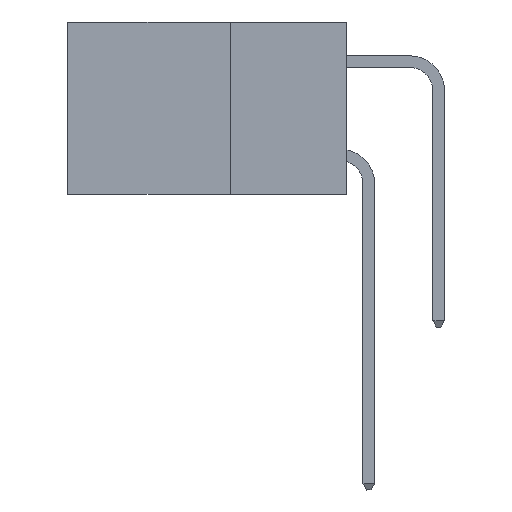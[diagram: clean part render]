
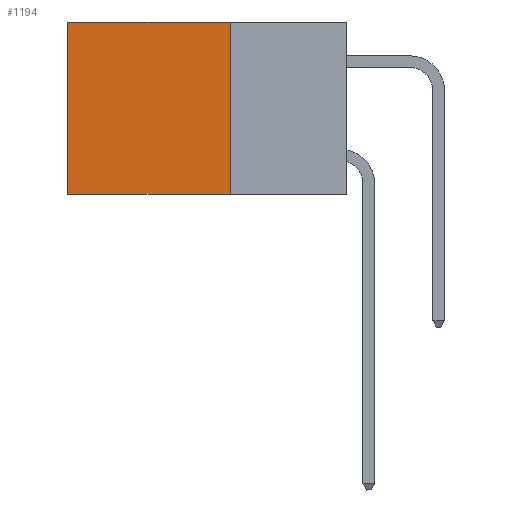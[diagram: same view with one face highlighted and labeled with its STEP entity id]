
A CAD part, left-side view. The second image highlights one B-rep face of the part: STEP entity #1194.
In plain terms, the highlighted planar face has unit normal (-1, 0, 0).
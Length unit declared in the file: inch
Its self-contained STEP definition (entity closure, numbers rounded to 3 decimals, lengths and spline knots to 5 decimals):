
#6 = CARTESIAN_POINT ( 'NONE',  ( 0.2875, 0.6, 0. ) ) ;
#1129 = VERTEX_POINT ( 'NONE', #15247 ) ;
#1194 = ADVANCED_FACE ( 'NONE', ( #13354 ), #7845, .F. ) ;
#2597 = ORIENTED_EDGE ( 'NONE', *, *, #11353, .F. ) ;
#2638 = DIRECTION ( 'NONE',  ( 0., 0., -1. ) ) ;
#3113 = CARTESIAN_POINT ( 'NONE',  ( 0.2875, 0.6, -0.37 ) ) ;
#5138 = VERTEX_POINT ( 'NONE', #3113 ) ;
#5987 = CARTESIAN_POINT ( 'NONE',  ( 0.2875, 0.25, 0. ) ) ;
#7845 = PLANE ( 'NONE',  #15176 ) ;
#9601 = CARTESIAN_POINT ( 'NONE',  ( 0.2875, 0.25, 0. ) ) ;
#10297 = LINE ( 'NONE', #15636, #16978 ) ;
#11196 = ORIENTED_EDGE ( 'NONE', *, *, #14419, .F. ) ;
#11223 = LINE ( 'NONE', #17119, #16564 ) ;
#11353 = EDGE_CURVE ( 'NONE', #11599, #1129, #16672, .T. ) ;
#11599 = VERTEX_POINT ( 'NONE', #22264 ) ;
#11748 = VECTOR ( 'NONE', #21605, 39.37008 ) ;
#12734 = DIRECTION ( 'NONE',  ( 0., 1., 0. ) ) ;
#12901 = ORIENTED_EDGE ( 'NONE', *, *, #18273, .T. ) ;
#13003 = DIRECTION ( 'NONE',  ( 1., 0., 0. ) ) ;
#13354 = FACE_OUTER_BOUND ( 'NONE', #16878, .T. ) ;
#14132 = LINE ( 'NONE', #5987, #11748 ) ;
#14419 = EDGE_CURVE ( 'NONE', #1129, #5138, #10297, .T. ) ;
#14579 = ORIENTED_EDGE ( 'NONE', *, *, #21803, .T. ) ;
#15176 = AXIS2_PLACEMENT_3D ( 'NONE', #9601, #13003, #2638 ) ;
#15247 = CARTESIAN_POINT ( 'NONE',  ( 0.2875, 0.25, -0.37 ) ) ;
#15360 = VECTOR ( 'NONE', #19883, 39.37008 ) ;
#15500 = DIRECTION ( 'NONE',  ( 0., 0., -1. ) ) ;
#15636 = CARTESIAN_POINT ( 'NONE',  ( 0.2875, 0.25, -0.37 ) ) ;
#16564 = VECTOR ( 'NONE', #15500, 39.37008 ) ;
#16672 = LINE ( 'NONE', #21063, #15360 ) ;
#16878 = EDGE_LOOP ( 'NONE', ( #12901, #11196, #2597, #14579 ) ) ;
#16978 = VECTOR ( 'NONE', #12734, 39.37008 ) ;
#17119 = CARTESIAN_POINT ( 'NONE',  ( 0.2875, 0.6, 0. ) ) ;
#18273 = EDGE_CURVE ( 'NONE', #22079, #5138, #11223, .T. ) ;
#19883 = DIRECTION ( 'NONE',  ( 0., 0., -1. ) ) ;
#21063 = CARTESIAN_POINT ( 'NONE',  ( 0.2875, 0.25, 0. ) ) ;
#21605 = DIRECTION ( 'NONE',  ( 0., 1., 0. ) ) ;
#21803 = EDGE_CURVE ( 'NONE', #11599, #22079, #14132, .T. ) ;
#22079 = VERTEX_POINT ( 'NONE', #6 ) ;
#22264 = CARTESIAN_POINT ( 'NONE',  ( 0.2875, 0.25, 0. ) ) ;
